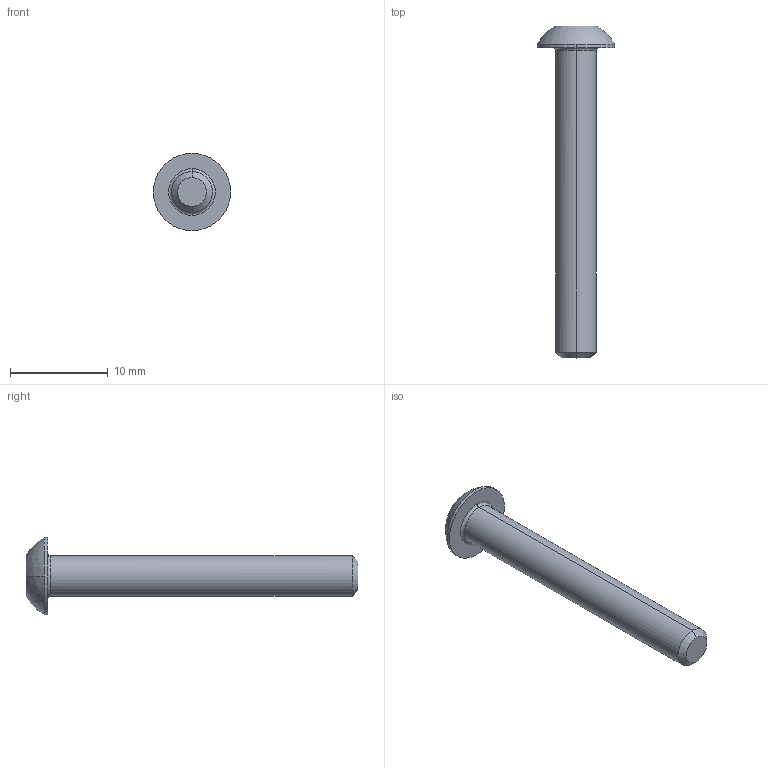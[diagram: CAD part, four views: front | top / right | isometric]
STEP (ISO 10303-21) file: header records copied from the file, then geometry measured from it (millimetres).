
FILE_DESCRIPTION (( 'STEP AP214' ), '1' );
FILE_NAME ('276-4997-001 Rev1.STEP', '2016-05-10T22:16:57', ( '' ), ( '' ), 'SwSTEP 2.0', 'SolidWorks 2015', '' );
FILE_SCHEMA (( 'AUTOMOTIVE_DESIGN' ));
Length unit declared in the file: millimetre
Products named in the file (1): 276-4997-001 Rev1
Bounding box: 7.92 x 33.96 x 7.92 mm (x, y, z)
Volume: 498.8 mm3; surface area: 549.6 mm2
Topology: 1 solids, 1 shells, 38 faces, 95 edges, 59 vertices
Faces by surface type: cylinder 21, cone 10, plane 3, torus 2, sphere 2
Entity records: 1311 total; most frequent: CARTESIAN_POINT 438, ORIENTED_EDGE 186, DIRECTION 157, EDGE_CURVE 93, AXIS2_PLACEMENT_3D 66, VERTEX_POINT 59, B_SPLINE_CURVE_WITH_KNOTS 41, EDGE_LOOP 40
